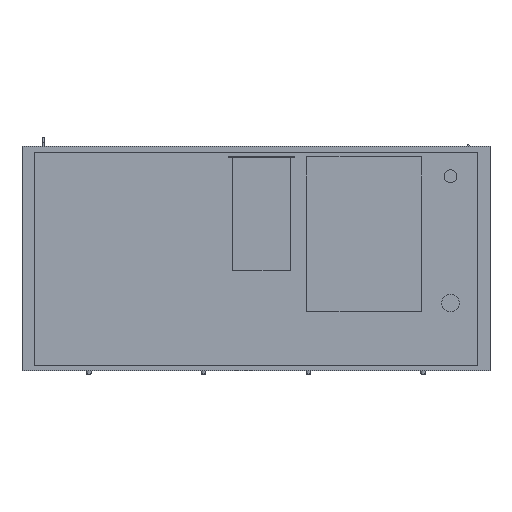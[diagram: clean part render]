
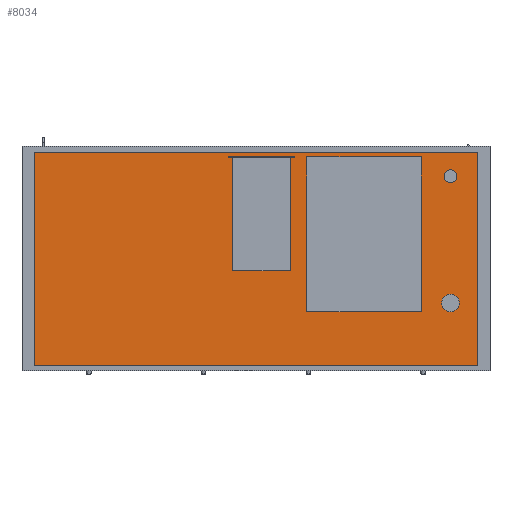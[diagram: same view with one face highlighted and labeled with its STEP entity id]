
A CAD part, front view. The second image highlights one B-rep face of the part: STEP entity #8034.
In plain terms, the highlighted planar face has unit normal (0, -1, 0).
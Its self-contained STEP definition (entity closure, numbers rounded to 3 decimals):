
#542=FACE_OUTER_BOUND('',#1069,.T.);
#1069=EDGE_LOOP('',(#5377,#5378,#5379,#5380));
#1613=LINE('',#11924,#2517);
#1616=LINE('',#11929,#2520);
#1619=LINE('',#11934,#2523);
#1620=LINE('',#11936,#2524);
#2517=VECTOR('',#9463,10.);
#2520=VECTOR('',#9468,10.);
#2523=VECTOR('',#9473,10.);
#2524=VECTOR('',#9476,10.);
#3413=VERTEX_POINT('',#11922);
#3414=VERTEX_POINT('',#11923);
#3415=VERTEX_POINT('',#11928);
#3416=VERTEX_POINT('',#11932);
#4189=EDGE_CURVE('',#3413,#3414,#1613,.T.);
#4192=EDGE_CURVE('',#3415,#3414,#1616,.T.);
#4195=EDGE_CURVE('',#3413,#3416,#1619,.T.);
#4196=EDGE_CURVE('',#3415,#3416,#1620,.T.);
#5377=ORIENTED_EDGE('',*,*,#4195,.T.);
#5378=ORIENTED_EDGE('',*,*,#4196,.F.);
#5379=ORIENTED_EDGE('',*,*,#4192,.T.);
#5380=ORIENTED_EDGE('',*,*,#4189,.F.);
#7631=PLANE('',#8650);
#8034=ADVANCED_FACE('',(#542),#7631,.T.);
#8650=AXIS2_PLACEMENT_3D('',#11935,#9474,#9475);
#9463=DIRECTION('',(0.,0.,1.));
#9468=DIRECTION('',(-1.,0.,0.));
#9473=DIRECTION('',(1.,0.,0.));
#9474=DIRECTION('center_axis',(0.,-1.,0.));
#9475=DIRECTION('ref_axis',(0.,0.,-1.));
#9476=DIRECTION('',(0.,0.,-1.));
#11922=CARTESIAN_POINT('',(-687.5,-185.,-330.));
#11923=CARTESIAN_POINT('',(-687.5,-185.,330.));
#11924=CARTESIAN_POINT('',(-687.5,-185.,330.));
#11928=CARTESIAN_POINT('',(687.5,-185.,330.));
#11929=CARTESIAN_POINT('',(0.,-185.,330.));
#11932=CARTESIAN_POINT('',(687.5,-185.,-330.));
#11934=CARTESIAN_POINT('',(0.,-185.,-330.));
#11935=CARTESIAN_POINT('Origin',(0.,-185.,330.));
#11936=CARTESIAN_POINT('',(687.5,-185.,330.));
